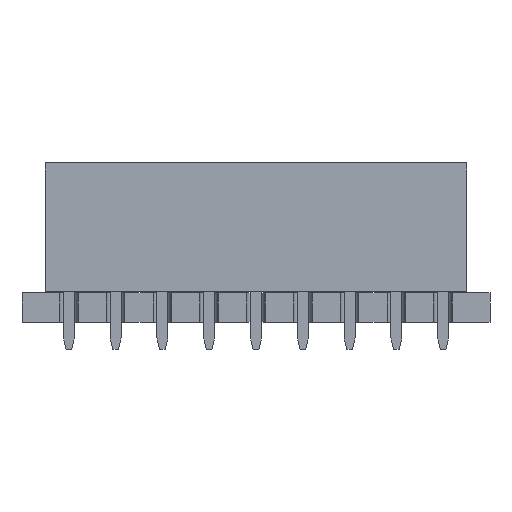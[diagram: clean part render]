
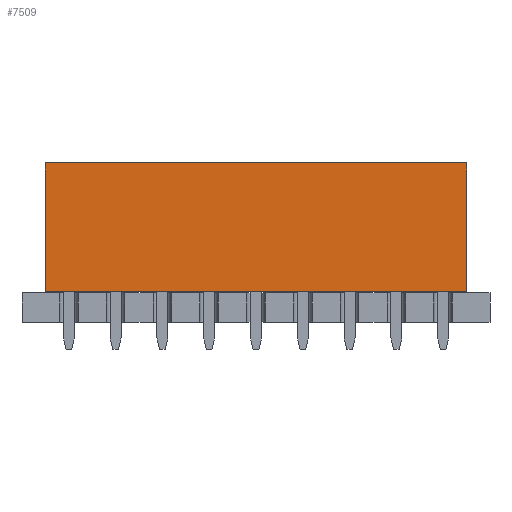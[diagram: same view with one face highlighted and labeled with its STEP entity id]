
A CAD part, front view. The second image highlights one B-rep face of the part: STEP entity #7509.
In plain terms, the highlighted face is planar.
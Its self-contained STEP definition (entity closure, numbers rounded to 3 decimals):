
#4023 = PLANE('',#4024);
#4024 = AXIS2_PLACEMENT_3D('',#4025,#4026,#4027);
#4025 = CARTESIAN_POINT('',(-1.27,-21.59,0.));
#4026 = DIRECTION('',(0.,1.,0.));
#4027 = DIRECTION('',(1.,0.,0.));
#4051 = PLANE('',#4052);
#4052 = AXIS2_PLACEMENT_3D('',#4053,#4054,#4055);
#4053 = CARTESIAN_POINT('',(1.27,-21.59,7.));
#4054 = DIRECTION('',(0.,0.,-1.));
#4055 = DIRECTION('',(0.,-1.,0.));
#4079 = PLANE('',#4080);
#4080 = AXIS2_PLACEMENT_3D('',#4081,#4082,#4083);
#4081 = CARTESIAN_POINT('',(1.27,1.27,0.));
#4082 = DIRECTION('',(0.,-1.,0.));
#4083 = DIRECTION('',(-1.,0.,0.));
#4121 = VERTEX_POINT('',#4122);
#4122 = CARTESIAN_POINT('',(-1.27,-21.59,0.));
#4138 = PLANE('',#4139);
#4139 = AXIS2_PLACEMENT_3D('',#4140,#4141,#4142);
#4140 = CARTESIAN_POINT('',(1.27,-21.59,0.));
#4141 = DIRECTION('',(0.,0.,-1.));
#4142 = DIRECTION('',(0.,-1.,0.));
#4150 = EDGE_CURVE('',#4121,#4151,#4153,.T.);
#4151 = VERTEX_POINT('',#4152);
#4152 = CARTESIAN_POINT('',(-1.27,-21.59,7.));
#4153 = SURFACE_CURVE('',#4154,(#4158,#4165),.PCURVE_S1.);
#4154 = LINE('',#4155,#4156);
#4155 = CARTESIAN_POINT('',(-1.27,-21.59,0.));
#4156 = VECTOR('',#4157,1.);
#4157 = DIRECTION('',(0.,0.,1.));
#4158 = PCURVE('',#4023,#4159);
#4159 = DEFINITIONAL_REPRESENTATION('',(#4160),#4164);
#4160 = LINE('',#4161,#4162);
#4161 = CARTESIAN_POINT('',(0.,0.));
#4162 = VECTOR('',#4163,1.);
#4163 = DIRECTION('',(0.,-1.));
#4164 = ( GEOMETRIC_REPRESENTATION_CONTEXT(2) 
PARAMETRIC_REPRESENTATION_CONTEXT() REPRESENTATION_CONTEXT('2D SPACE',''
  ) );
#4165 = PCURVE('',#4166,#4171);
#4166 = PLANE('',#4167);
#4167 = AXIS2_PLACEMENT_3D('',#4168,#4169,#4170);
#4168 = CARTESIAN_POINT('',(-1.27,1.27,0.));
#4169 = DIRECTION('',(1.,0.,0.));
#4170 = DIRECTION('',(0.,-1.,0.));
#4171 = DEFINITIONAL_REPRESENTATION('',(#4172),#4176);
#4172 = LINE('',#4173,#4174);
#4173 = CARTESIAN_POINT('',(22.86,0.));
#4174 = VECTOR('',#4175,1.);
#4175 = DIRECTION('',(0.,-1.));
#4176 = ( GEOMETRIC_REPRESENTATION_CONTEXT(2) 
PARAMETRIC_REPRESENTATION_CONTEXT() REPRESENTATION_CONTEXT('2D SPACE',''
  ) );
#4333 = VERTEX_POINT('',#4334);
#4334 = CARTESIAN_POINT('',(-1.27,1.27,7.));
#4355 = EDGE_CURVE('',#4356,#4333,#4358,.T.);
#4356 = VERTEX_POINT('',#4357);
#4357 = CARTESIAN_POINT('',(-1.27,1.27,0.));
#4358 = SURFACE_CURVE('',#4359,(#4363,#4370),.PCURVE_S1.);
#4359 = LINE('',#4360,#4361);
#4360 = CARTESIAN_POINT('',(-1.27,1.27,0.));
#4361 = VECTOR('',#4362,1.);
#4362 = DIRECTION('',(0.,0.,1.));
#4363 = PCURVE('',#4079,#4364);
#4364 = DEFINITIONAL_REPRESENTATION('',(#4365),#4369);
#4365 = LINE('',#4366,#4367);
#4366 = CARTESIAN_POINT('',(2.54,0.));
#4367 = VECTOR('',#4368,1.);
#4368 = DIRECTION('',(0.,-1.));
#4369 = ( GEOMETRIC_REPRESENTATION_CONTEXT(2) 
PARAMETRIC_REPRESENTATION_CONTEXT() REPRESENTATION_CONTEXT('2D SPACE',''
  ) );
#4370 = PCURVE('',#4166,#4371);
#4371 = DEFINITIONAL_REPRESENTATION('',(#4372),#4376);
#4372 = LINE('',#4373,#4374);
#4373 = CARTESIAN_POINT('',(0.,0.));
#4374 = VECTOR('',#4375,1.);
#4375 = DIRECTION('',(0.,-1.));
#4376 = ( GEOMETRIC_REPRESENTATION_CONTEXT(2) 
PARAMETRIC_REPRESENTATION_CONTEXT() REPRESENTATION_CONTEXT('2D SPACE',''
  ) );
#4500 = EDGE_CURVE('',#4333,#4151,#4501,.T.);
#4501 = SURFACE_CURVE('',#4502,(#4506,#4513),.PCURVE_S1.);
#4502 = LINE('',#4503,#4504);
#4503 = CARTESIAN_POINT('',(-1.27,1.27,7.));
#4504 = VECTOR('',#4505,1.);
#4505 = DIRECTION('',(0.,-1.,0.));
#4506 = PCURVE('',#4051,#4507);
#4507 = DEFINITIONAL_REPRESENTATION('',(#4508),#4512);
#4508 = LINE('',#4509,#4510);
#4509 = CARTESIAN_POINT('',(-22.86,2.54));
#4510 = VECTOR('',#4511,1.);
#4511 = DIRECTION('',(1.,0.));
#4512 = ( GEOMETRIC_REPRESENTATION_CONTEXT(2) 
PARAMETRIC_REPRESENTATION_CONTEXT() REPRESENTATION_CONTEXT('2D SPACE',''
  ) );
#4513 = PCURVE('',#4166,#4514);
#4514 = DEFINITIONAL_REPRESENTATION('',(#4515),#4519);
#4515 = LINE('',#4516,#4517);
#4516 = CARTESIAN_POINT('',(0.,-7.));
#4517 = VECTOR('',#4518,1.);
#4518 = DIRECTION('',(1.,0.));
#4519 = ( GEOMETRIC_REPRESENTATION_CONTEXT(2) 
PARAMETRIC_REPRESENTATION_CONTEXT() REPRESENTATION_CONTEXT('2D SPACE',''
  ) );
#5573 = EDGE_CURVE('',#4356,#4121,#5574,.T.);
#5574 = SURFACE_CURVE('',#5575,(#5579,#5586),.PCURVE_S1.);
#5575 = LINE('',#5576,#5577);
#5576 = CARTESIAN_POINT('',(-1.27,1.27,0.));
#5577 = VECTOR('',#5578,1.);
#5578 = DIRECTION('',(0.,-1.,0.));
#5579 = PCURVE('',#4138,#5580);
#5580 = DEFINITIONAL_REPRESENTATION('',(#5581),#5585);
#5581 = LINE('',#5582,#5583);
#5582 = CARTESIAN_POINT('',(-22.86,2.54));
#5583 = VECTOR('',#5584,1.);
#5584 = DIRECTION('',(1.,0.));
#5585 = ( GEOMETRIC_REPRESENTATION_CONTEXT(2) 
PARAMETRIC_REPRESENTATION_CONTEXT() REPRESENTATION_CONTEXT('2D SPACE',''
  ) );
#5586 = PCURVE('',#4166,#5587);
#5587 = DEFINITIONAL_REPRESENTATION('',(#5588),#5592);
#5588 = LINE('',#5589,#5590);
#5589 = CARTESIAN_POINT('',(0.,0.));
#5590 = VECTOR('',#5591,1.);
#5591 = DIRECTION('',(1.,0.));
#5592 = ( GEOMETRIC_REPRESENTATION_CONTEXT(2) 
PARAMETRIC_REPRESENTATION_CONTEXT() REPRESENTATION_CONTEXT('2D SPACE',''
  ) );
#7509 = ADVANCED_FACE('',(#7510),#4166,.F.);
#7510 = FACE_BOUND('',#7511,.F.);
#7511 = EDGE_LOOP('',(#7512,#7513,#7514,#7515));
#7512 = ORIENTED_EDGE('',*,*,#4355,.T.);
#7513 = ORIENTED_EDGE('',*,*,#4500,.T.);
#7514 = ORIENTED_EDGE('',*,*,#4150,.F.);
#7515 = ORIENTED_EDGE('',*,*,#5573,.F.);
